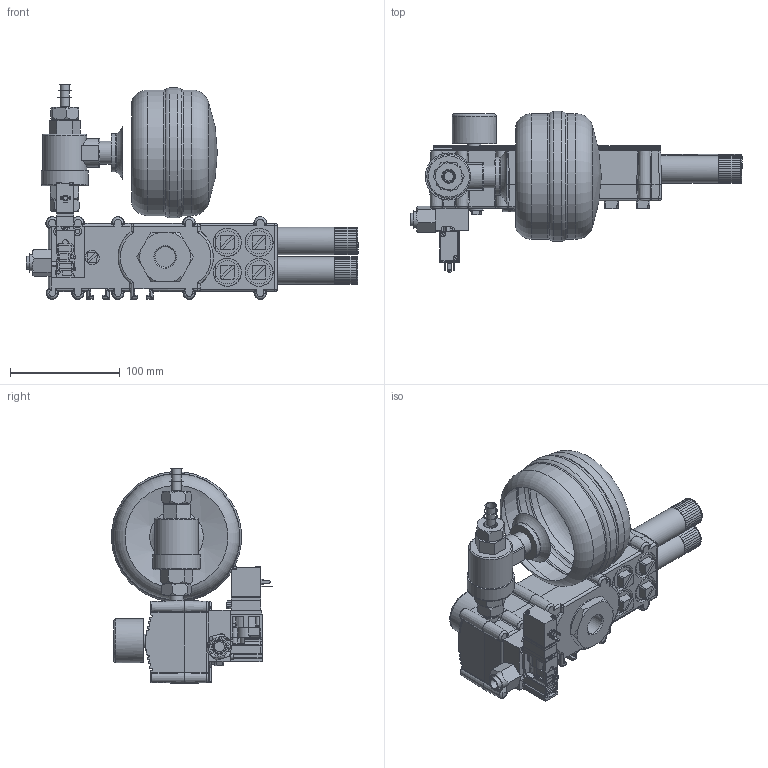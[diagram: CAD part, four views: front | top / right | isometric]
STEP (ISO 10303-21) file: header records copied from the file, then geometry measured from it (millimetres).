
FILE_DESCRIPTION(/* description */ ('','CAx-IF Rec.Pracs.---Representation and Presentation of Product Manufacturing Information (PMI)---4.0---2014-10-13'),/* implementation_level */ '2;1');
FILE_NAME(/* name */ 'cvskn2ser24c.stp',/* time_stamp */ '2020-11-09T08:29:39+01:00',/* author */ ('enginyeria'),/* organization */ (''),/* preprocessor_version */ 'ST-DEVELOPER v17.2',/* originating_system */ 'Autodesk Inventor 2019',/* authorisation */ '');
FILE_SCHEMA (('AP242_MANAGED_MODEL_BASED_3D_ENGINEERING_MIM_LF { 1 0 10303 442 1 1 4 }'));
Length unit declared in the file: millimetre
Products named in the file (1): cvskn2ser24c
Bounding box: 303.14 x 146.96 x 196.11 mm (x, y, z)
Volume: 1746224.3 mm3; surface area: 215243 mm2
Topology: 11 solids, 44 shells, 1905 faces, 4720 edges, 2972 vertices
Faces by surface type: plane 1181, cylinder 411, cone 170, bspline 109, torus 27, sphere 7
Full cylindrical faces by diameter (mm): 1.3 x1, 2.1 x2, 2.2 x2, 2.459 x2, 2.7 x2, 3.2 x2, 3.8 x2, 4 x13, 4.25 x3, 4.4 x1, 5 x2, 5.6 x2, 6.2 x1, 7.6 x3, 8 x11, 8.5 x1, 9.263 x1, 10 x2, 11.445 x1, 11.579 x1, 12 x3, 12.114 x1, 12.2 x1, 12.988 x1, 13 x2, 14.474 x1, 14.66 x4, 18.631 x1, 18.7 x1, 20.94 x1
Entity records: 75083 total; most frequent: CARTESIAN_POINT 30211, ORIENTED_EDGE 9356, DIRECTION 9276, EDGE_CURVE 4678, AXIS2_PLACEMENT_3D 3260, VERTEX_POINT 2972, LINE 2756, VECTOR 2756
